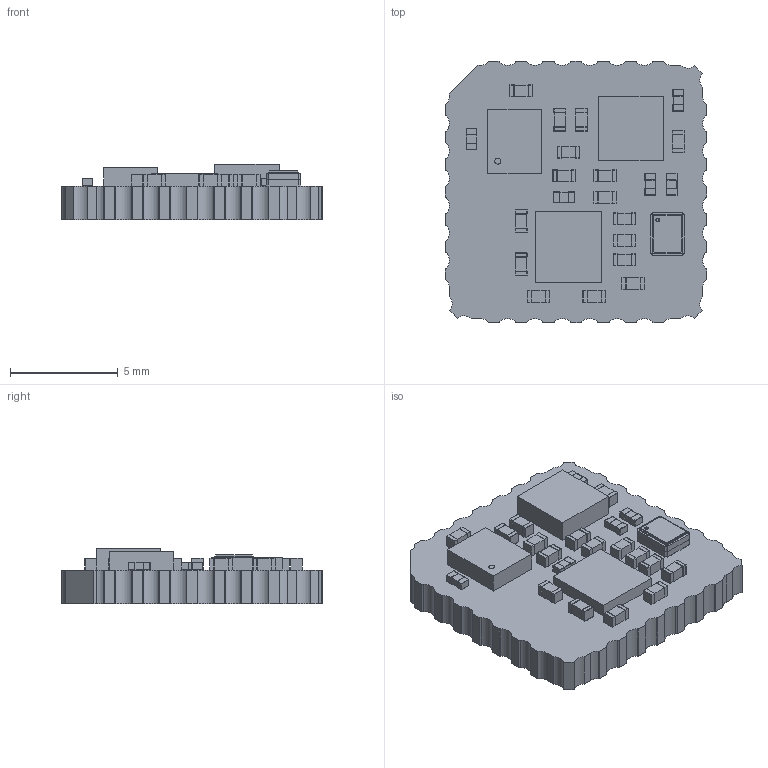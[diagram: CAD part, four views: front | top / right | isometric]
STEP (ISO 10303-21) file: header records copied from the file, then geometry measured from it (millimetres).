
FILE_DESCRIPTION (( 'STEP AP214' ), '1' );
FILE_NAME ('MTi-1_v3.STEP', '2022-11-09T09:57:15', ( '' ), ( '' ), 'SwSTEP 2.0', 'SolidWorks 2022', '' );
FILE_SCHEMA (( 'AUTOMOTIVE_DESIGN' ));
Length unit declared in the file: millimetre
Products named in the file (56): Cap_0402(2)^C303_1v2(2)_MTi-1-SoB_v2; 7460079024(2)^U200_1v2(2)_MTi-1-SoB_v2; C202_1v2(2)^MTi-1-SoB_v2; RES0402(2)^R300_1v2(2)_MTi-1-SoB_v2; 6752205952(2)^S300_1v2(2)_MTi-1-SoB_v2; U200_1v2(2)^MTi-1-SoB_v2; C209_1v2(2)^MTi-1-SoB_v2; Cap_0402(2)^C204_1v2(2)_MTi-1-SoB_v2; S300_1v2(2)^MTi-1-SoB_v2; RES0402(2)^R301_1v2(2)_MTi-1-SoB_v2; Cap_0402(2)^C305_1v2(2)_MTi-1-SoB_v2; S301_1v2(2)^MTi-1-SoB_v2; Cap_0402(2)^C205_1v2(2)_MTi-1-SoB_v2; Cap_0402(2)^C200_1v2(2)_MTi-1-SoB_v2; Open CASCADE STEP translator 6.8 2.1.1^Board_1v2(2)_MTi-1-SoB_v2; C300_1v2(2)^MTi-1-SoB_v2; C203_1v2(2)^MTi-1-SoB_v2; User_Library-Crystal_(NDK)_2.0x1.6(2)^Y200_1v2(2)_MTi-1-SoB_v2; Cap_0402(2)^C207_1v2(2)_MTi-1-SoB_v2; C301_1v2(2)^MTi-1-SoB_v2; User_Library-LGA-14_2_5x3(2)^S301_1v2(2)_MTi-1-SoB_v2; RES0402(2)^R200_1v2(2)_MTi-1-SoB_v2; Extruded-1(2)^6752205952(2)_S300_1v2(2)_MTi-1-SoB_v2; R303_1v2(2)^MTi-1-SoB_v2; Cap_0402(2)^C203_1v2(2)_MTi-1-SoB_v2; C201_1v2(2)^MTi-1-SoB_v2; R300_1v2(2)^MTi-1-SoB_v2; Open CASCADE STEP translator 6.8 2.1.1.1^Open CASCADE STEP translator 6.8 2.1.1_Board_1v2(2)_MTi-1-SoB_v2; RES0402(2)^R303_1v2(2)_MTi-1-SoB_v2; Cap_0402(2)^C208_1v2(2)_MTi-1-SoB_v2; Cap_0402(2)^C209_1v2(2)_MTi-1-SoB_v2; Cap_0402(2)^C304_1v2(2)_MTi-1-SoB_v2; Cap_0402(2)^C201_1v2(2)_MTi-1-SoB_v2; C207_1v2(2)^MTi-1-SoB_v2; MTi-1_v3; R200_1v2(2)^MTi-1-SoB_v2; Cap_0402(2)^C206_1v2(2)_MTi-1-SoB_v2; C204_1v2(2)^MTi-1-SoB_v2; C200_1v2(2)^MTi-1-SoB_v2; R302_1v2(2)^MTi-1-SoB_v2 ...
Assembly tree (55 placements, depth 4):
  MTi-1_v3
    Board_1v2(2)^MTi-1-SoB_v2
      Open CASCADE STEP translator 6.8 2.1.1^Board_1v2(2)_MTi-1-SoB_v2
        Open CASCADE STEP translator 6.8 2.1.1.1^Open CASCADE STEP translator 6.8 2.1.1_Board_1v2(2)_MTi-1-SoB_v2
    U200_1v2(2)^MTi-1-SoB_v2
      7460079024(2)^U200_1v2(2)_MTi-1-SoB_v2
        Extruded(2)^7460079024(2)_U200_1v2(2)_MTi-1-SoB_v2
    C200_1v2(2)^MTi-1-SoB_v2
      Cap_0402(2)^C200_1v2(2)_MTi-1-SoB_v2
    C201_1v2(2)^MTi-1-SoB_v2
      Cap_0402(2)^C201_1v2(2)_MTi-1-SoB_v2
    C204_1v2(2)^MTi-1-SoB_v2
      Cap_0402(2)^C204_1v2(2)_MTi-1-SoB_v2
    C205_1v2(2)^MTi-1-SoB_v2
      Cap_0402(2)^C205_1v2(2)_MTi-1-SoB_v2
    C206_1v2(2)^MTi-1-SoB_v2
      Cap_0402(2)^C206_1v2(2)_MTi-1-SoB_v2
    C207_1v2(2)^MTi-1-SoB_v2
      Cap_0402(2)^C207_1v2(2)_MTi-1-SoB_v2
    C208_1v2(2)^MTi-1-SoB_v2
      Cap_0402(2)^C208_1v2(2)_MTi-1-SoB_v2
    C209_1v2(2)^MTi-1-SoB_v2
      Cap_0402(2)^C209_1v2(2)_MTi-1-SoB_v2
    C300_1v2(2)^MTi-1-SoB_v2
      Cap_0402(2)^C300_1v2(2)_MTi-1-SoB_v2
    C301_1v2(2)^MTi-1-SoB_v2
      Cap_0402(2)^C301_1v2(2)_MTi-1-SoB_v2
    C302_1v2(2)^MTi-1-SoB_v2
      Cap_0402(2)^C302_1v2(2)_MTi-1-SoB_v2
    C303_1v2(2)^MTi-1-SoB_v2
      Cap_0402(2)^C303_1v2(2)_MTi-1-SoB_v2
    C305_1v2(2)^MTi-1-SoB_v2
      Cap_0402(2)^C305_1v2(2)_MTi-1-SoB_v2
    C304_1v2(2)^MTi-1-SoB_v2
      Cap_0402(2)^C304_1v2(2)_MTi-1-SoB_v2
    R200_1v2(2)^MTi-1-SoB_v2
      RES0402(2)^R200_1v2(2)_MTi-1-SoB_v2
    R300_1v2(2)^MTi-1-SoB_v2
      RES0402(2)^R300_1v2(2)_MTi-1-SoB_v2
    R301_1v2(2)^MTi-1-SoB_v2
      RES0402(2)^R301_1v2(2)_MTi-1-SoB_v2
    S300_1v2(2)^MTi-1-SoB_v2
      6752205952(2)^S300_1v2(2)_MTi-1-SoB_v2
        Extruded-1(2)^6752205952(2)_S300_1v2(2)_MTi-1-SoB_v2
    S301_1v2(2)^MTi-1-SoB_v2
      User_Library-LGA-14_2_5x3(2)^S301_1v2(2)_MTi-1-SoB_v2
    R302_1v2(2)^MTi-1-SoB_v2
      RES0402(2)^R302_1v2(2)_MTi-1-SoB_v2
    C202_1v2(2)^MTi-1-SoB_v2
      Cap_0402(2)^C202_1v2(2)_MTi-1-SoB_v2
    C203_1v2(2)^MTi-1-SoB_v2
      Cap_0402(2)^C203_1v2(2)_MTi-1-SoB_v2
    Y200_1v2(2)^MTi-1-SoB_v2
      User_Library-Crystal_(NDK)_2.0x1.6(2)^Y200_1v2(2)_MTi-1-SoB_v2
    R303_1v2(2)^MTi-1-SoB_v2
      RES0402(2)^R303_1v2(2)_MTi-1-SoB_v2
Bounding box: 12.15 x 12.15 x 2.56 mm (x, y, z)
Volume: 246.1 mm3; surface area: 515.7 mm2
Topology: 25 solids, 31 shells, 1493 faces, 3462 edges, 1710 vertices
Faces by surface type: cylinder 652, plane 500, sphere 336, torus 5
Entity records: 42749 total; most frequent: CARTESIAN_POINT 7386, DIRECTION 7362, ORIENTED_EDGE 6239, EDGE_CURVE 3126, AXIS2_PLACEMENT_3D 2810, VECTOR 1742, LINE 1742, VERTEX_POINT 1710
